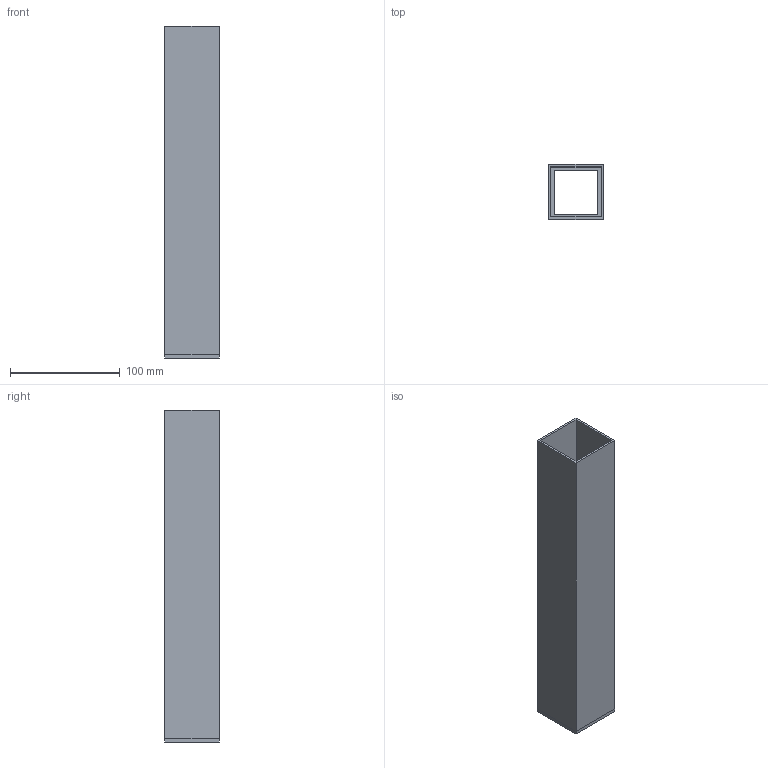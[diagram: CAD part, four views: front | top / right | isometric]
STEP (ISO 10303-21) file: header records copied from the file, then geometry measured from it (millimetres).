
FILE_DESCRIPTION (( 'STEP AP203' ), '1' );
FILE_NAME ('扥坫裝2.STEP', '2021-04-02T06:31:01', ( '' ), ( '' ), 'SwSTEP 2.0', 'SolidWorks 2016', '' );
FILE_SCHEMA (( 'CONFIG_CONTROL_DESIGN' ));
Length unit declared in the file: millimetre
Products named in the file (3): 50傷裔; 扥坫裝2; 源奪2ㄗ56ㄘ
Assembly tree (2 placements, depth 2):
  扥坫裝2
    源奪2ㄗ56ㄘ
    50傷裔
Bounding box: 50 x 50 x 303 mm (x, y, z)
Volume: 126672 mm3; surface area: 124696 mm2
Topology: 2 solids, 2 shells, 25 faces, 60 edges, 40 vertices
Faces by surface type: plane 25
Entity records: 1027 total; most frequent: CARTESIAN_POINT 130, DIRECTION 120, ORIENTED_EDGE 120, VECTOR 60, EDGE_CURVE 60, LINE 60, VERTEX_POINT 40, AXIS2_PLACEMENT_3D 30
